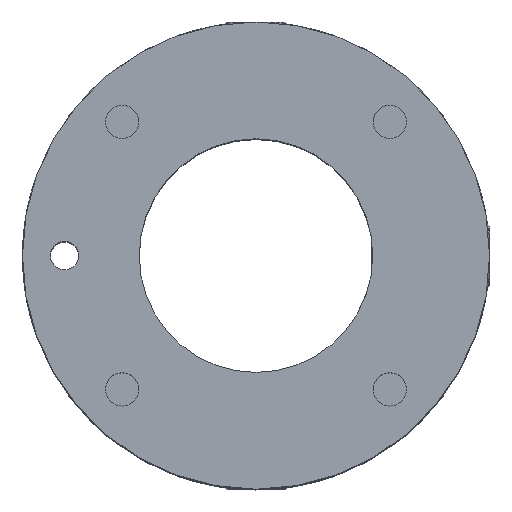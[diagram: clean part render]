
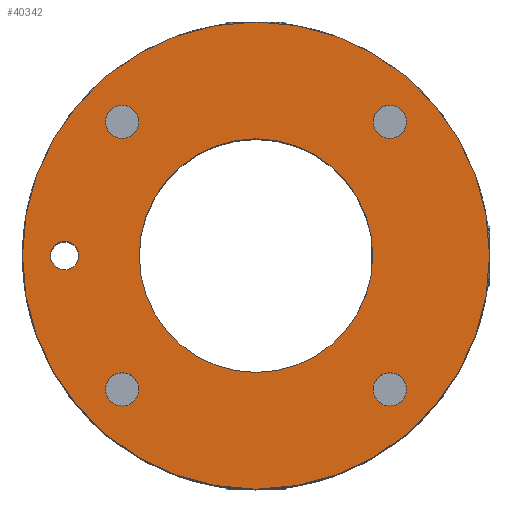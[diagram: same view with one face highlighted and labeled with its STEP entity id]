
A CAD part, top view. The second image highlights one B-rep face of the part: STEP entity #40342.
In plain terms, the highlighted planar face has unit normal (0, 0, 1).
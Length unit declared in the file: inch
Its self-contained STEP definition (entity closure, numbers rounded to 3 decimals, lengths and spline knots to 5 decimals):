
#286 = VERTEX_POINT ( 'NONE', #2041 ) ;
#350 = EDGE_CURVE ( 'NONE', #11774, #15129, #18056, .T. ) ;
#554 = ORIENTED_EDGE ( 'NONE', *, *, #8157, .F. ) ;
#562 = EDGE_CURVE ( 'NONE', #23237, #2826, #32727, .T. ) ;
#749 = VERTEX_POINT ( 'NONE', #30172 ) ;
#755 = ORIENTED_EDGE ( 'NONE', *, *, #350, .F. ) ;
#984 = CARTESIAN_POINT ( 'NONE',  ( 0., 0., 0.981 ) ) ;
#986 = EDGE_LOOP ( 'NONE', ( #30164, #16267 ) ) ;
#1936 = DIRECTION ( 'NONE',  ( 1., 0., 0. ) ) ;
#1942 = CARTESIAN_POINT ( 'NONE',  ( -0.3135, -0.358, 0.981 ) ) ;
#2041 = CARTESIAN_POINT ( 'NONE',  ( 0.3125, 0., 0.981 ) ) ;
#2249 = VERTEX_POINT ( 'NONE', #19025 ) ;
#2392 = EDGE_LOOP ( 'NONE', ( #14638, #5958 ) ) ;
#2581 = DIRECTION ( 'NONE',  ( 0., 0., 1. ) ) ;
#2665 = AXIS2_PLACEMENT_3D ( 'NONE', #18467, #3134, #46516 ) ;
#2758 = EDGE_LOOP ( 'NONE', ( #19317, #21306 ) ) ;
#2826 = VERTEX_POINT ( 'NONE', #25707 ) ;
#2847 = CARTESIAN_POINT ( 'NONE',  ( -0.3135, 0.358, 0.981 ) ) ;
#3134 = DIRECTION ( 'NONE',  ( 0., 0., 1. ) ) ;
#3445 = DIRECTION ( 'NONE',  ( 0., 0., 1. ) ) ;
#3528 = VERTEX_POINT ( 'NONE', #2847 ) ;
#3532 = CARTESIAN_POINT ( 'NONE',  ( -0.358, -0.358, 0.981 ) ) ;
#3652 = EDGE_CURVE ( 'NONE', #2249, #20562, #50467, .T. ) ;
#4042 = FACE_BOUND ( 'NONE', #2392, .T. ) ;
#4256 = DIRECTION ( 'NONE',  ( 0., 0., 1. ) ) ;
#4542 = DIRECTION ( 'NONE',  ( 0., 0., -1. ) ) ;
#4543 = ORIENTED_EDGE ( 'NONE', *, *, #36765, .F. ) ;
#4801 = PLANE ( 'NONE',  #39865 ) ;
#5958 = ORIENTED_EDGE ( 'NONE', *, *, #22148, .F. ) ;
#6890 = EDGE_CURVE ( 'NONE', #15129, #11774, #42500, .T. ) ;
#7653 = VERTEX_POINT ( 'NONE', #38826 ) ;
#7682 = CARTESIAN_POINT ( 'NONE',  ( 0.358, -0.358, 0.981 ) ) ;
#7695 = CARTESIAN_POINT ( 'NONE',  ( -0.4025, -0.358, 0.981 ) ) ;
#8157 = EDGE_CURVE ( 'NONE', #3528, #36055, #39230, .T. ) ;
#8291 = DIRECTION ( 'NONE',  ( 1., 0., 0. ) ) ;
#8314 = CIRCLE ( 'NONE', #23822, 0.038 ) ;
#8707 = ORIENTED_EDGE ( 'NONE', *, *, #6890, .F. ) ;
#9801 = EDGE_CURVE ( 'NONE', #20562, #2249, #46586, .T. ) ;
#10781 = AXIS2_PLACEMENT_3D ( 'NONE', #43368, #28048, #12716 ) ;
#11273 = AXIS2_PLACEMENT_3D ( 'NONE', #27215, #23882, #8291 ) ;
#11774 = VERTEX_POINT ( 'NONE', #1942 ) ;
#11885 = AXIS2_PLACEMENT_3D ( 'NONE', #40283, #32606, #12692 ) ;
#12344 = AXIS2_PLACEMENT_3D ( 'NONE', #3532, #4256, #47148 ) ;
#12692 = DIRECTION ( 'NONE',  ( -1., 0., 0. ) ) ;
#12716 = DIRECTION ( 'NONE',  ( 1., 0., 0. ) ) ;
#12719 = DIRECTION ( 'NONE',  ( -1., 0., 0. ) ) ;
#13518 = EDGE_CURVE ( 'NONE', #7653, #48893, #47966, .T. ) ;
#14638 = ORIENTED_EDGE ( 'NONE', *, *, #46087, .F. ) ;
#15129 = VERTEX_POINT ( 'NONE', #7695 ) ;
#15266 = DIRECTION ( 'NONE',  ( 1., 0., 0. ) ) ;
#15469 = CIRCLE ( 'NONE', #30140, 0.0445 ) ;
#16267 = ORIENTED_EDGE ( 'NONE', *, *, #3652, .F. ) ;
#16381 = AXIS2_PLACEMENT_3D ( 'NONE', #28704, #44531, #47841 ) ;
#17034 = CARTESIAN_POINT ( 'NONE',  ( 0.358, -0.358, 0.981 ) ) ;
#17227 = EDGE_LOOP ( 'NONE', ( #29252, #34926 ) ) ;
#17749 = CIRCLE ( 'NONE', #28333, 0.3125 ) ;
#18056 = CIRCLE ( 'NONE', #31082, 0.0445 ) ;
#18354 = CARTESIAN_POINT ( 'NONE',  ( -0.512, 0., 0.981 ) ) ;
#18467 = CARTESIAN_POINT ( 'NONE',  ( 0.358, 0.358, 0.981 ) ) ;
#19025 = CARTESIAN_POINT ( 'NONE',  ( 0.625, 0., 0.981 ) ) ;
#19317 = ORIENTED_EDGE ( 'NONE', *, *, #13518, .F. ) ;
#19401 = CIRCLE ( 'NONE', #39777, 0.0445 ) ;
#19635 = FACE_BOUND ( 'NONE', #17227, .T. ) ;
#20075 = ORIENTED_EDGE ( 'NONE', *, *, #28712, .F. ) ;
#20562 = VERTEX_POINT ( 'NONE', #26968 ) ;
#20949 = DIRECTION ( 'NONE',  ( 0., 0., -1. ) ) ;
#21145 = CARTESIAN_POINT ( 'NONE',  ( -0.358, -0.358, 0.981 ) ) ;
#21306 = ORIENTED_EDGE ( 'NONE', *, *, #27627, .F. ) ;
#22148 = EDGE_CURVE ( 'NONE', #28882, #24685, #19401, .T. ) ;
#23237 = VERTEX_POINT ( 'NONE', #36397 ) ;
#23272 = DIRECTION ( 'NONE',  ( 0., 0., 1. ) ) ;
#23822 = AXIS2_PLACEMENT_3D ( 'NONE', #29759, #3445, #38181 ) ;
#23882 = DIRECTION ( 'NONE',  ( 0., 0., 1. ) ) ;
#24164 = DIRECTION ( 'NONE',  ( 0., 0., 1. ) ) ;
#24419 = EDGE_LOOP ( 'NONE', ( #755, #8707 ) ) ;
#24685 = VERTEX_POINT ( 'NONE', #35263 ) ;
#25707 = CARTESIAN_POINT ( 'NONE',  ( 0.4025, 0.358, 0.981 ) ) ;
#26968 = CARTESIAN_POINT ( 'NONE',  ( -0.625, 0., 0.981 ) ) ;
#27122 = EDGE_CURVE ( 'NONE', #36055, #3528, #44253, .T. ) ;
#27215 = CARTESIAN_POINT ( 'NONE',  ( 0.358, 0.358, 0.981 ) ) ;
#27627 = EDGE_CURVE ( 'NONE', #48893, #7653, #8314, .T. ) ;
#28048 = DIRECTION ( 'NONE',  ( 0., 0., 1. ) ) ;
#28333 = AXIS2_PLACEMENT_3D ( 'NONE', #45328, #41757, #1936 ) ;
#28559 = EDGE_CURVE ( 'NONE', #2826, #23237, #48291, .T. ) ;
#28704 = CARTESIAN_POINT ( 'NONE',  ( -0.358, 0.358, 0.981 ) ) ;
#28712 = EDGE_CURVE ( 'NONE', #286, #749, #30401, .T. ) ;
#28882 = VERTEX_POINT ( 'NONE', #46210 ) ;
#28891 = CARTESIAN_POINT ( 'NONE',  ( 0., 0., 0.981 ) ) ;
#29252 = ORIENTED_EDGE ( 'NONE', *, *, #28559, .F. ) ;
#29759 = CARTESIAN_POINT ( 'NONE',  ( -0.512, 0., 0.981 ) ) ;
#30140 = AXIS2_PLACEMENT_3D ( 'NONE', #17034, #24164, #32593 ) ;
#30164 = ORIENTED_EDGE ( 'NONE', *, *, #9801, .F. ) ;
#30172 = CARTESIAN_POINT ( 'NONE',  ( -0.3125, 0., 0.981 ) ) ;
#30253 = CARTESIAN_POINT ( 'NONE',  ( -0.55, 0., 0.981 ) ) ;
#30276 = AXIS2_PLACEMENT_3D ( 'NONE', #48504, #20949, #35747 ) ;
#30401 = CIRCLE ( 'NONE', #41817, 0.3125 ) ;
#30963 = EDGE_LOOP ( 'NONE', ( #20075, #4543 ) ) ;
#31082 = AXIS2_PLACEMENT_3D ( 'NONE', #21145, #36453, #44118 ) ;
#32478 = AXIS2_PLACEMENT_3D ( 'NONE', #18354, #38515, #15266 ) ;
#32593 = DIRECTION ( 'NONE',  ( 1., 0., 0. ) ) ;
#32606 = DIRECTION ( 'NONE',  ( 0., 0., -1. ) ) ;
#32727 = CIRCLE ( 'NONE', #11273, 0.0445 ) ;
#34926 = ORIENTED_EDGE ( 'NONE', *, *, #562, .F. ) ;
#35263 = CARTESIAN_POINT ( 'NONE',  ( 0.4025, -0.358, 0.981 ) ) ;
#35448 = CARTESIAN_POINT ( 'NONE',  ( -0.4025, 0.358, 0.981 ) ) ;
#35747 = DIRECTION ( 'NONE',  ( -1., 0., 0. ) ) ;
#36055 = VERTEX_POINT ( 'NONE', #35448 ) ;
#36397 = CARTESIAN_POINT ( 'NONE',  ( 0.3135, 0.358, 0.981 ) ) ;
#36453 = DIRECTION ( 'NONE',  ( 0., 0., 1. ) ) ;
#36765 = EDGE_CURVE ( 'NONE', #749, #286, #17749, .T. ) ;
#37309 = DIRECTION ( 'NONE',  ( 1., 0., 0. ) ) ;
#38181 = DIRECTION ( 'NONE',  ( 1., 0., 0. ) ) ;
#38515 = DIRECTION ( 'NONE',  ( 0., 0., 1. ) ) ;
#38826 = CARTESIAN_POINT ( 'NONE',  ( -0.474, 0., 0.981 ) ) ;
#38845 = DIRECTION ( 'NONE',  ( 1., 0., 0. ) ) ;
#39040 = FACE_BOUND ( 'NONE', #2758, .T. ) ;
#39230 = CIRCLE ( 'NONE', #16381, 0.0445 ) ;
#39777 = AXIS2_PLACEMENT_3D ( 'NONE', #7682, #23272, #38845 ) ;
#39796 = FACE_OUTER_BOUND ( 'NONE', #986, .T. ) ;
#39865 = AXIS2_PLACEMENT_3D ( 'NONE', #984, #4542, #12719 ) ;
#40283 = CARTESIAN_POINT ( 'NONE',  ( 0., 0., 0.981 ) ) ;
#40342 = ADVANCED_FACE ( 'NONE', ( #46930, #39796, #39040, #43116, #4042, #19635, #47445 ), #4801, .F. ) ;
#41757 = DIRECTION ( 'NONE',  ( 0., 0., 1. ) ) ;
#41817 = AXIS2_PLACEMENT_3D ( 'NONE', #28891, #2581, #37309 ) ;
#42500 = CIRCLE ( 'NONE', #12344, 0.0445 ) ;
#43116 = FACE_BOUND ( 'NONE', #24419, .T. ) ;
#43368 = CARTESIAN_POINT ( 'NONE',  ( -0.358, 0.358, 0.981 ) ) ;
#44118 = DIRECTION ( 'NONE',  ( 1., 0., 0. ) ) ;
#44253 = CIRCLE ( 'NONE', #10781, 0.0445 ) ;
#44531 = DIRECTION ( 'NONE',  ( 0., 0., 1. ) ) ;
#45328 = CARTESIAN_POINT ( 'NONE',  ( 0., 0., 0.981 ) ) ;
#46080 = ORIENTED_EDGE ( 'NONE', *, *, #27122, .F. ) ;
#46087 = EDGE_CURVE ( 'NONE', #24685, #28882, #15469, .T. ) ;
#46210 = CARTESIAN_POINT ( 'NONE',  ( 0.3135, -0.358, 0.981 ) ) ;
#46516 = DIRECTION ( 'NONE',  ( 1., 0., 0. ) ) ;
#46586 = CIRCLE ( 'NONE', #30276, 0.625 ) ;
#46930 = FACE_BOUND ( 'NONE', #30963, .T. ) ;
#47148 = DIRECTION ( 'NONE',  ( 1., 0., 0. ) ) ;
#47445 = FACE_BOUND ( 'NONE', #50194, .T. ) ;
#47841 = DIRECTION ( 'NONE',  ( 1., 0., 0. ) ) ;
#47966 = CIRCLE ( 'NONE', #32478, 0.038 ) ;
#48291 = CIRCLE ( 'NONE', #2665, 0.0445 ) ;
#48504 = CARTESIAN_POINT ( 'NONE',  ( 0., 0., 0.981 ) ) ;
#48893 = VERTEX_POINT ( 'NONE', #30253 ) ;
#50194 = EDGE_LOOP ( 'NONE', ( #554, #46080 ) ) ;
#50467 = CIRCLE ( 'NONE', #11885, 0.625 ) ;
